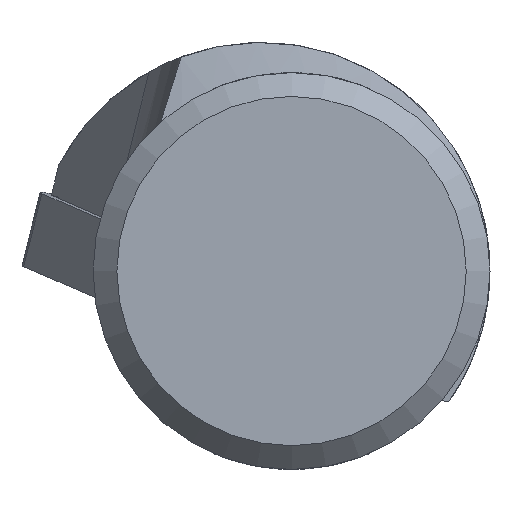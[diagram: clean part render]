
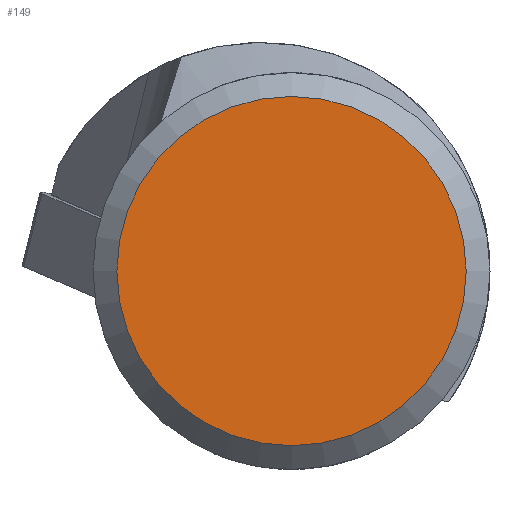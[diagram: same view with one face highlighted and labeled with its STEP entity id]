
A CAD part, front view. The second image highlights one B-rep face of the part: STEP entity #149.
In plain terms, the highlighted planar face has unit normal (0, -1, 0).
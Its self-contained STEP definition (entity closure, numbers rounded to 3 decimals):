
#113=CIRCLE('',#676,11.);
#149=ADVANCED_FACE('',(#206),#179,.F.);
#179=PLANE('',#678);
#206=FACE_OUTER_BOUND('',#245,.T.);
#245=EDGE_LOOP('',(#363));
#363=ORIENTED_EDGE('',*,*,#525,.F.);
#455=VERTEX_POINT('',#1021);
#525=EDGE_CURVE('',#455,#455,#113,.T.);
#676=AXIS2_PLACEMENT_3D('',#1020,#813,#814);
#678=AXIS2_PLACEMENT_3D('',#1023,#817,#818);
#813=DIRECTION('',(0.,1.,0.));
#814=DIRECTION('',(-1.,0.,0.));
#817=DIRECTION('',(0.,1.,0.));
#818=DIRECTION('',(0.,0.,1.));
#1020=CARTESIAN_POINT('',(0.,0.,0.));
#1021=CARTESIAN_POINT('',(-11.,0.,0.));
#1023=CARTESIAN_POINT('',(-5.5,0.,0.));
